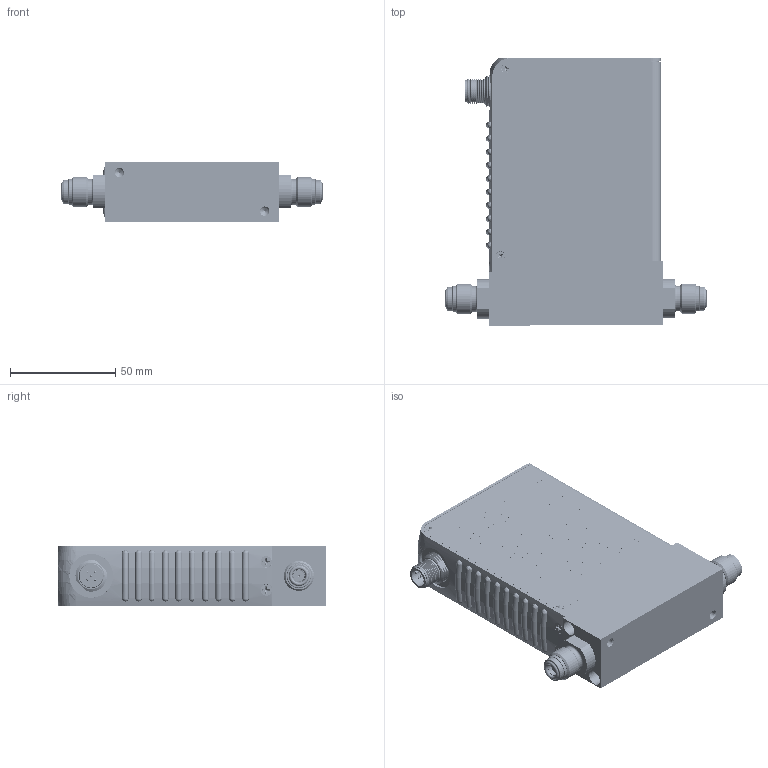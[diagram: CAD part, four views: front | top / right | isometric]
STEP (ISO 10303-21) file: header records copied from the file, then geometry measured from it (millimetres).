
FILE_DESCRIPTION (( 'STEP AP214' ), '1' );
FILE_NAME ('GP200-VCR-DNET.STEP', '2021-08-02T21:03:46', ( '' ), ( '' ), 'SwSTEP 2.0', 'SolidWorks 2020', '' );
FILE_SCHEMA (( 'AUTOMOTIVE_DESIGN' ));
Length unit declared in the file: inch
Products named in the file (1): GP200-VCR-DNET
Bounding box: 124.02 x 127 x 28.57 mm (x, y, z)
Volume: 109964.8 mm3; surface area: 79410.7 mm2
Topology: 28 solids, 28 shells, 8905 faces, 24880 edges, 16415 vertices
Faces by surface type: cylinder 4837, plane 3248, bspline 475, cone 262, torus 69, sphere 14
Entity records: 328664 total; most frequent: CARTESIAN_POINT 86989, DIRECTION 50136, ORIENTED_EDGE 49664, EDGE_CURVE 24832, AXIS2_PLACEMENT_3D 18441, VERTEX_POINT 16415, VECTOR 13254, LINE 13254
